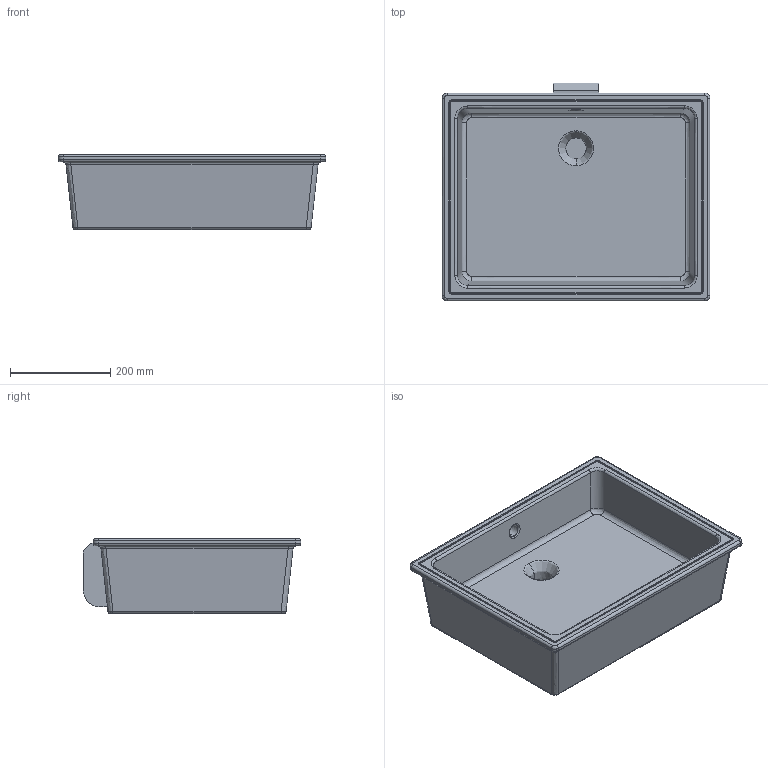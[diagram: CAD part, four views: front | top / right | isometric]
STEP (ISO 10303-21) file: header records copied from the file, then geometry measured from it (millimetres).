
FILE_DESCRIPTION (( 'STEP AP214' ), '1' );
FILE_NAME ('39100_STEP_v10518.STEP', '2023-03-17T09:41:07', ( '' ), ( '' ), 'SwSTEP 2.0', 'SolidWorks 2019', '' );
FILE_SCHEMA (( 'AUTOMOTIVE_DESIGN' ));
Length unit declared in the file: millimetre
Products named in the file (1): 39100_STEP_v10518
Bounding box: 535 x 435 x 150 mm (x, y, z)
Surface area: 811137.8 mm2 (no closed solid volume)
Topology: 0 solids, 1 shells, 120 faces, 286 edges, 172 vertices
Faces by surface type: bspline 120
Entity records: 5777 total; most frequent: CARTESIAN_POINT 4134, ORIENTED_EDGE 570, EDGE_CURVE 286, B_SPLINE_CURVE_WITH_KNOTS 194, VERTEX_POINT 172, EDGE_LOOP 125, FACE_OUTER_BOUND 120, ADVANCED_FACE 120
